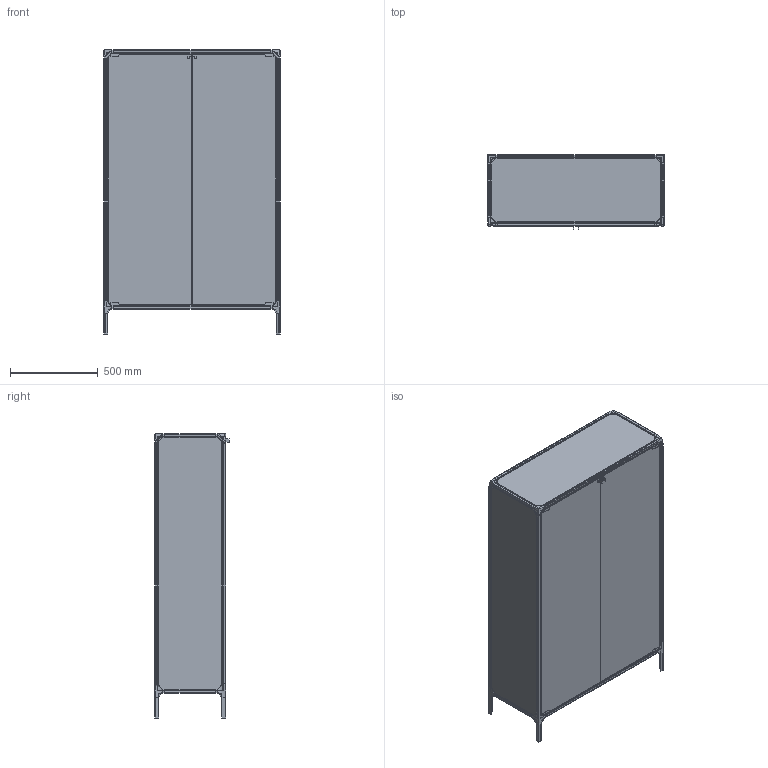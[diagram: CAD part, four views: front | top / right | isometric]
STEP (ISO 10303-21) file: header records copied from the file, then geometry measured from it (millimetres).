
FILE_DESCRIPTION(/* description */ (''),/* implementation_level */ '2;1');
FILE_NAME(/* name */ 'ECHO-V~1',/* time_stamp */ '2020-10-22T16:35:44+02:00',/* author */ (''),/* organization */ (''),/* preprocessor_version */ 'ST-DEVELOPER v16.5',/* originating_system */ '',/* authorisation */ '');
FILE_SCHEMA (('AUTOMOTIVE_DESIGN'));
Products named in the file (1): Document
Bounding box: 1008.9 x 427.4 x 1622.04 mm (x, y, z)
Volume: 39002674.7 mm3; surface area: 14130830.1 mm2
Topology: 37 solids, 43 shells, 2186 faces, 22222 edges, 20044 vertices
Faces by surface type: bspline 1552, plane 634
Entity records: 280750 total; most frequent: CARTESIAN_POINT 140180, COLOUR_RGB 16941, PRESENTATION_STYLE_ASSIGNMENT 16941, STYLED_ITEM 16941, PRESENTATION_LAYER_ASSIGNMENT 16941, CURVE_STYLE 16898, ORIENTED_EDGE 10468, DIRECTION 9090
